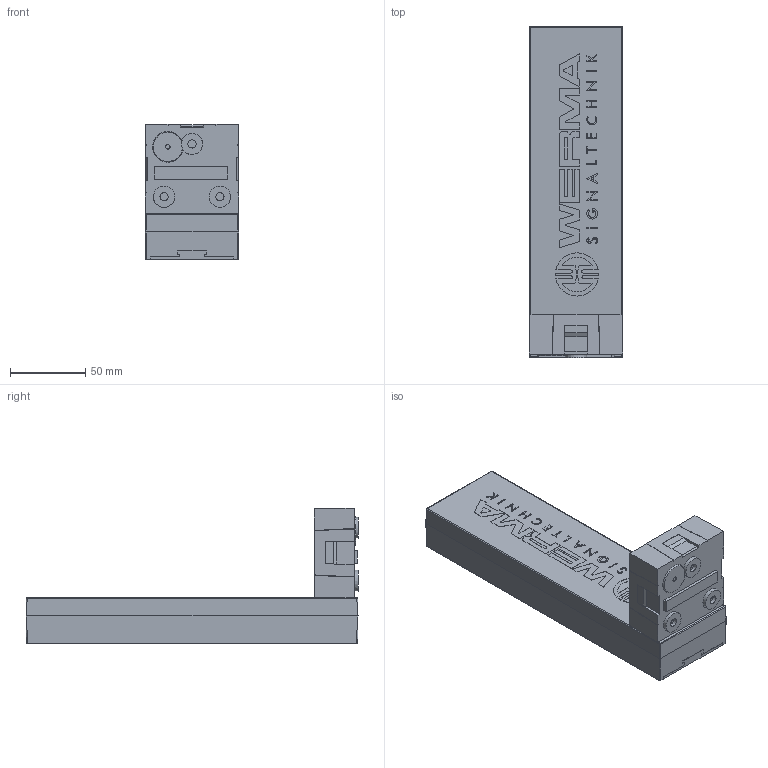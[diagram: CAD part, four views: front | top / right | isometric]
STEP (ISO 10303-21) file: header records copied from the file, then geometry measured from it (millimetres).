
FILE_DESCRIPTION(/* description */ ('Customer part'),/* implementation_level */ '2;1');
FILE_NAME(/* name */ '800000006893_PRT_000.step',/* time_stamp */ '2018-07-16T15:58:30+02:00',/* author */ ('IMPORT'),/* organization */ ('WERMA Signaltechnik GmbH+Co.KG'),/* preprocessor_version */ 'ST-DEVELOPER v17',/* originating_system */ 'Autodesk Inventor 2018',/* authorisation */ 'public');
FILE_SCHEMA (('AUTOMOTIVE_DESIGN { 1 0 10303 214 3 1 1 }'));
Length unit declared in the file: millimetre
Products named in the file (1): 800000006893
Bounding box: 62 x 220 x 90.01 mm (x, y, z)
Volume: 509068.7 mm3; surface area: 56476.1 mm2
Topology: 1 solids, 6 shells, 776 faces, 2083 edges, 1369 vertices
Faces by surface type: plane 629, cylinder 130, sphere 8, cone 7, torus 2
Full cylindrical faces by diameter (mm): 3 x1
Entity records: 23999 total; most frequent: CARTESIAN_POINT 4295, ORIENTED_EDGE 4150, DIRECTION 3910, EDGE_CURVE 2075, LINE 1766, VECTOR 1766, VERTEX_POINT 1369, AXIS2_PLACEMENT_3D 1072
